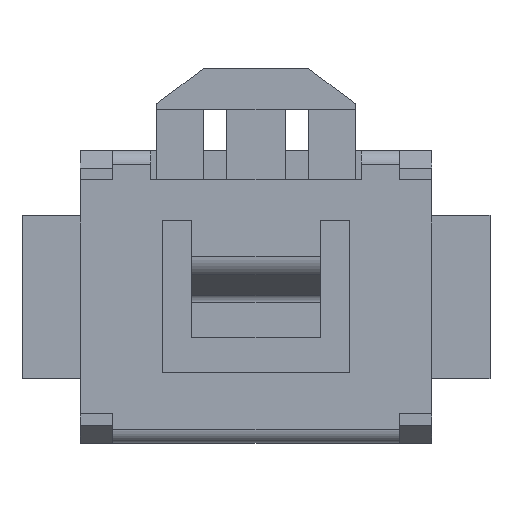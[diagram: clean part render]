
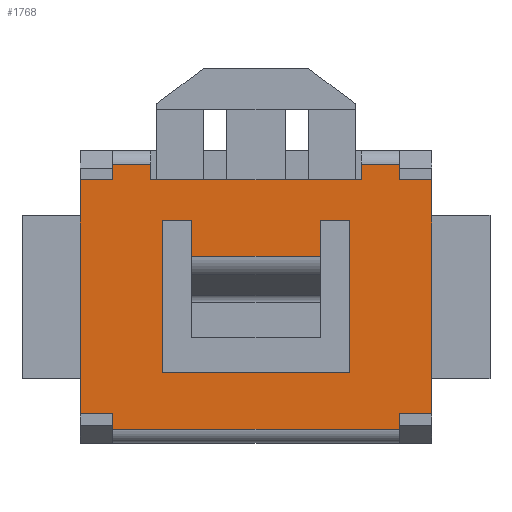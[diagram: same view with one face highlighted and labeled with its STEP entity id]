
A CAD part, top view. The second image highlights one B-rep face of the part: STEP entity #1768.
In plain terms, the highlighted planar face has unit normal (0, 0, 1).
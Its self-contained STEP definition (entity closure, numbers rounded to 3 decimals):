
#13=DIRECTION('',(0.,0.,1.));
#27=VECTOR('',#28,1.);
#28=DIRECTION('',(1.,0.,0.));
#40=VECTOR('',#41,1.);
#41=DIRECTION('',(1.,0.,0.));
#65=VECTOR('',#66,1.);
#66=DIRECTION('',(-1.,0.,0.));
#91=DIRECTION('',(0.,1.,0.));
#109=VECTOR('',#110,1.);
#110=DIRECTION('',(0.,-1.,0.));
#117=VECTOR('',#91,1.);
#148=VECTOR('',#149,1.);
#149=DIRECTION('',(-1.,0.,0.));
#219=VECTOR('',#220,1.);
#220=DIRECTION('',(0.,-1.,0.));
#316=VECTOR('',#317,1.);
#317=DIRECTION('',(0.,1.,0.));
#587=VECTOR('',#588,1.);
#588=DIRECTION('',(-1.,0.,0.));
#608=VECTOR('',#609,1.);
#609=DIRECTION('',(1.,0.,0.));
#962=VERTEX_POINT('',#963);
#963=CARTESIAN_POINT('',(1.5,-1.,1.2));
#965=ORIENTED_EDGE('',*,*,#966,.T.);
#966=EDGE_CURVE('',#962,#967,#969,.T.);
#967=VERTEX_POINT('',#968);
#968=CARTESIAN_POINT('',(1.5,1.,1.2));
#969=LINE('',#963,#117);
#1034=VERTEX_POINT('',#1035);
#1035=CARTESIAN_POINT('',(1.225,-1.,1.2));
#1038=EDGE_CURVE('',#1034,#1039,#1041,.T.);
#1039=VERTEX_POINT('',#1040);
#1040=CARTESIAN_POINT('',(1.225,-1.13,1.2));
#1041=LINE('',#1035,#219);
#1062=VERTEX_POINT('',#1063);
#1063=CARTESIAN_POINT('',(-1.225,-1.,1.2));
#1065=ORIENTED_EDGE('',*,*,#1066,.T.);
#1066=EDGE_CURVE('',#1062,#1067,#1069,.T.);
#1067=VERTEX_POINT('',#1068);
#1068=CARTESIAN_POINT('',(-1.225,-1.13,1.2));
#1069=LINE('',#1063,#219);
#1182=VERTEX_POINT('',#1183);
#1183=CARTESIAN_POINT('',(-1.5,1.,1.2));
#1185=ORIENTED_EDGE('',*,*,#1186,.T.);
#1186=EDGE_CURVE('',#1182,#1187,#1189,.T.);
#1187=VERTEX_POINT('',#1188);
#1188=CARTESIAN_POINT('',(-1.5,-1.,1.2));
#1189=LINE('',#1183,#109);
#1734=VERTEX_POINT('',#1735);
#1735=CARTESIAN_POINT('',(1.225,1.,1.2));
#1737=ORIENTED_EDGE('',*,*,#1738,.T.);
#1738=EDGE_CURVE('',#1734,#1739,#1741,.T.);
#1739=VERTEX_POINT('',#1740);
#1740=CARTESIAN_POINT('',(1.225,1.13,1.2));
#1741=LINE('',#1735,#316);
#1753=ORIENTED_EDGE('',*,*,#1754,.T.);
#1754=EDGE_CURVE('',#967,#1734,#1755,.T.);
#1755=LINE('',#968,#148);
#1762=ORIENTED_EDGE('',*,*,#1763,.T.);
#1763=EDGE_CURVE('',#1034,#962,#1764,.T.);
#1764=LINE('',#1188,#27);
#1768=ADVANCED_FACE('',(#1769,#1808),#1849,.T.);
#1769=FACE_BOUND('',#1770,.T.);
#1770=EDGE_LOOP('',(#1771,#1065,#1773,#1776,#1762,#965,#1753,#1737,#1777,#1782,#1787,#1791,#1796,#1801,#1806,#1185));
#1771=ORIENTED_EDGE('',*,*,#1772,.T.);
#1772=EDGE_CURVE('',#1187,#1062,#1764,.T.);
#1773=ORIENTED_EDGE('',*,*,#1774,.F.);
#1774=EDGE_CURVE('',#1039,#1067,#1775,.T.);
#1775=LINE('',#1040,#65);
#1776=ORIENTED_EDGE('',*,*,#1038,.F.);
#1777=ORIENTED_EDGE('',*,*,#1778,.F.);
#1778=EDGE_CURVE('',#1779,#1739,#1781,.T.);
#1779=VERTEX_POINT('',#1780);
#1780=CARTESIAN_POINT('',(0.9,1.13,1.2));
#1781=LINE('',#1780,#608);
#1782=ORIENTED_EDGE('',*,*,#1783,.F.);
#1783=EDGE_CURVE('',#1784,#1779,#1786,.T.);
#1784=VERTEX_POINT('',#1785);
#1785=CARTESIAN_POINT('',(0.9,1.,1.2));
#1786=LINE('',#1785,#316);
#1787=ORIENTED_EDGE('',*,*,#1788,.T.);
#1788=EDGE_CURVE('',#1784,#1789,#1755,.T.);
#1789=VERTEX_POINT('',#1790);
#1790=CARTESIAN_POINT('',(-0.9,1.,1.2));
#1791=ORIENTED_EDGE('',*,*,#1792,.T.);
#1792=EDGE_CURVE('',#1789,#1793,#1795,.T.);
#1793=VERTEX_POINT('',#1794);
#1794=CARTESIAN_POINT('',(-0.9,1.13,1.2));
#1795=LINE('',#1790,#316);
#1796=ORIENTED_EDGE('',*,*,#1797,.T.);
#1797=EDGE_CURVE('',#1793,#1798,#1800,.T.);
#1798=VERTEX_POINT('',#1799);
#1799=CARTESIAN_POINT('',(-1.225,1.13,1.2));
#1800=LINE('',#1794,#587);
#1801=ORIENTED_EDGE('',*,*,#1802,.F.);
#1802=EDGE_CURVE('',#1803,#1798,#1805,.T.);
#1803=VERTEX_POINT('',#1804);
#1804=CARTESIAN_POINT('',(-1.225,1.,1.2));
#1805=LINE('',#1804,#316);
#1806=ORIENTED_EDGE('',*,*,#1807,.T.);
#1807=EDGE_CURVE('',#1803,#1182,#1755,.T.);
#1808=FACE_BOUND('',#1809,.T.);
#1809=EDGE_LOOP('',(#1810,#1817,#1822,#1828,#1833,#1838,#1843,#1846));
#1810=ORIENTED_EDGE('',*,*,#1811,.F.);
#1811=EDGE_CURVE('',#1812,#1814,#1816,.T.);
#1812=VERTEX_POINT('',#1813);
#1813=CARTESIAN_POINT('',(-0.8,-0.65,1.2));
#1814=VERTEX_POINT('',#1815);
#1815=CARTESIAN_POINT('',(0.8,-0.65,1.2));
#1816=LINE('',#1813,#27);
#1817=ORIENTED_EDGE('',*,*,#1818,.F.);
#1818=EDGE_CURVE('',#1819,#1812,#1821,.T.);
#1819=VERTEX_POINT('',#1820);
#1820=CARTESIAN_POINT('',(-0.8,0.65,1.2));
#1821=LINE('',#1820,#109);
#1822=ORIENTED_EDGE('',*,*,#1823,.F.);
#1823=EDGE_CURVE('',#1824,#1819,#1826,.T.);
#1824=VERTEX_POINT('',#1825);
#1825=CARTESIAN_POINT('',(-0.55,0.65,1.2));
#1826=LINE('',#1827,#148);
#1827=CARTESIAN_POINT('',(0.8,0.65,1.2));
#1828=ORIENTED_EDGE('',*,*,#1829,.T.);
#1829=EDGE_CURVE('',#1824,#1830,#1832,.T.);
#1830=VERTEX_POINT('',#1831);
#1831=CARTESIAN_POINT('',(-0.55,0.347,1.2));
#1832=LINE('',#1825,#219);
#1833=ORIENTED_EDGE('',*,*,#1834,.T.);
#1834=EDGE_CURVE('',#1830,#1835,#1837,.T.);
#1835=VERTEX_POINT('',#1836);
#1836=CARTESIAN_POINT('',(0.55,0.347,1.2));
#1837=LINE('',#1831,#40);
#1838=ORIENTED_EDGE('',*,*,#1839,.F.);
#1839=EDGE_CURVE('',#1840,#1835,#1842,.T.);
#1840=VERTEX_POINT('',#1841);
#1841=CARTESIAN_POINT('',(0.55,0.65,1.2));
#1842=LINE('',#1841,#219);
#1843=ORIENTED_EDGE('',*,*,#1844,.F.);
#1844=EDGE_CURVE('',#1845,#1840,#1826,.T.);
#1845=VERTEX_POINT('',#1827);
#1846=ORIENTED_EDGE('',*,*,#1847,.F.);
#1847=EDGE_CURVE('',#1814,#1845,#1848,.T.);
#1848=LINE('',#1815,#117);
#1849=PLANE('',#1850);
#1850=AXIS2_PLACEMENT_3D('',#1851,#13,#28);
#1851=CARTESIAN_POINT('',(0.,0.,1.2));
